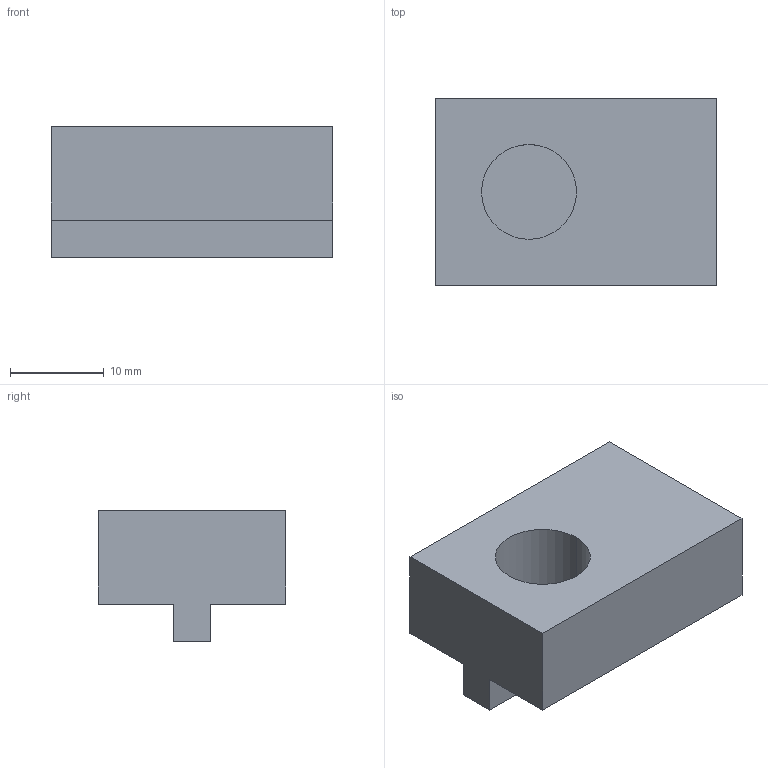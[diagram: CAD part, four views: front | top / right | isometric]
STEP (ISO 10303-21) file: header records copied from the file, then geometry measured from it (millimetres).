
FILE_DESCRIPTION (( 'STEP AP214' ), '1' );
FILE_NAME ('XW-USI-013-Aa-plaque-laterale-reglage.STEP', '2020-05-25T07:05:43', ( '' ), ( '' ), 'SwSTEP 2.0', 'SolidWorks 2016', '' );
FILE_SCHEMA (( 'AUTOMOTIVE_DESIGN' ));
Length unit declared in the file: millimetre
Products named in the file (1): XW-USI-013-Aa-plaque-laterale-reglage
Bounding box: 30 x 20 x 14 mm (x, y, z)
Volume: 5636.7 mm3; surface area: 2967.1 mm2
Topology: 1 solids, 1 shells, 21 faces, 50 edges, 30 vertices
Faces by surface type: plane 11, cylinder 6, cone 4
Entity records: 654 total; most frequent: DIRECTION 102, CARTESIAN_POINT 98, ORIENTED_EDGE 92, EDGE_CURVE 46, AXIS2_PLACEMENT_3D 34, VECTOR 34, LINE 34, VERTEX_POINT 30
